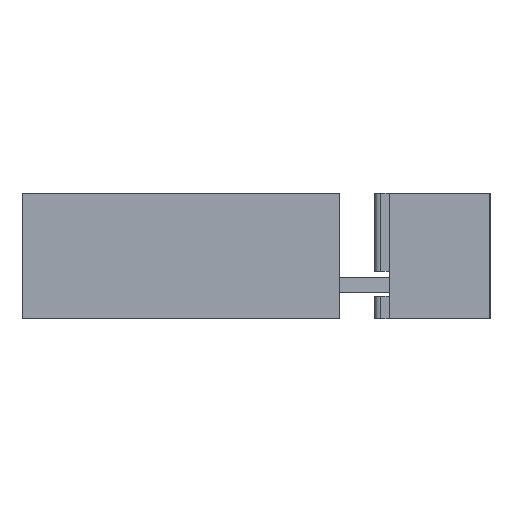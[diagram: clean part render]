
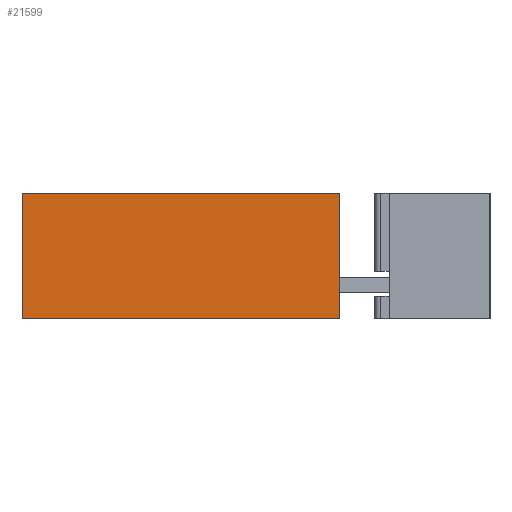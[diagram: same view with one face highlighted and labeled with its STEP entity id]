
A CAD part, left-side view. The second image highlights one B-rep face of the part: STEP entity #21599.
In plain terms, the highlighted planar face has unit normal (-1, 0, 0).
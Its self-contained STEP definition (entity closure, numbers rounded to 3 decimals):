
#21360=CARTESIAN_POINT('',(-20.354,2.024,1.932));
#21361=VERTEX_POINT('',#21360);
#21368=CARTESIAN_POINT('',(-20.354,-4.276,1.932));
#21369=VERTEX_POINT('',#21368);
#21370=CARTESIAN_POINT('',(-20.354,2.024,1.932));
#21371=DIRECTION('',(0.,-1.,0.));
#21372=VECTOR('',#21371,6.3);
#21373=LINE('',#21370,#21372);
#21374=EDGE_CURVE('',#21361,#21369,#21373,.T.);
#21569=CARTESIAN_POINT('',(-20.354,2.024,1.932));
#21570=DIRECTION('',(0.,0.,-1.));
#21571=DIRECTION('',(-1.,-0.,-0.));
#21572=AXIS2_PLACEMENT_3D('',#21569,#21571,#21570);
#21573=PLANE('',#21572);
#21574=CARTESIAN_POINT('',(-20.354,-4.276,-0.568));
#21575=VERTEX_POINT('',#21574);
#21576=CARTESIAN_POINT('',(-20.354,-4.276,-0.568));
#21577=DIRECTION('',(0.,0.,1.));
#21578=VECTOR('',#21577,2.5);
#21579=LINE('',#21576,#21578);
#21580=EDGE_CURVE('',#21575,#21369,#21579,.T.);
#21581=ORIENTED_EDGE('',*,*,#21580,.T.);
#21582=ORIENTED_EDGE('',*,*,#21374,.F.);
#21583=CARTESIAN_POINT('',(-20.354,2.024,-0.568));
#21584=VERTEX_POINT('',#21583);
#21585=CARTESIAN_POINT('',(-20.354,2.024,1.932));
#21586=DIRECTION('',(0.,0.,-1.));
#21587=VECTOR('',#21586,2.5);
#21588=LINE('',#21585,#21587);
#21589=EDGE_CURVE('',#21361,#21584,#21588,.T.);
#21590=ORIENTED_EDGE('',*,*,#21589,.T.);
#21591=CARTESIAN_POINT('',(-20.354,2.024,-0.568));
#21592=DIRECTION('',(0.,-1.,0.));
#21593=VECTOR('',#21592,6.3);
#21594=LINE('',#21591,#21593);
#21595=EDGE_CURVE('',#21584,#21575,#21594,.T.);
#21596=ORIENTED_EDGE('',*,*,#21595,.T.);
#21597=EDGE_LOOP('',(#21581,#21582,#21590,#21596));
#21598=FACE_OUTER_BOUND('',#21597,.T.);
#21599=ADVANCED_FACE('',(#21598),#21573,.T.);
